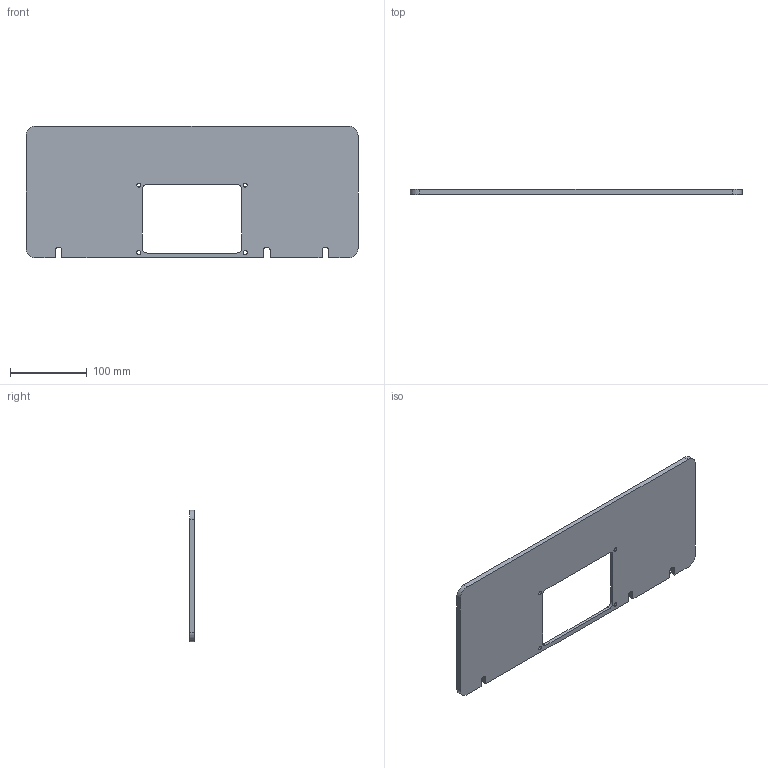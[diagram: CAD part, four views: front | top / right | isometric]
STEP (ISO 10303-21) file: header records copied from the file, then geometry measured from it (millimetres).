
FILE_DESCRIPTION(/* description */ (''),/* implementation_level */ '2;1');
FILE_NAME(/* name */ 'Front_Panel_Food_1.stp',/* time_stamp */ '2021-12-21T14:24:32-05:00',/* author */ (''),/* organization */ (''),/* preprocessor_version */ 'ST-DEVELOPER v18.1',/* originating_system */ 'SIEMENS PLM Software NX 2000',/* authorisation */ '');
FILE_SCHEMA (('AP203_CONFIGURATION_CONTROLLED_3D_DESIGN_OF_MECHANICAL_PARTS_AND_ASSEMBLIES_MIM_LF { 1 0 10303 403 2 1 2}'));
Length unit declared in the file: inch
Products named in the file (1): trap12B469EEgv8q
Bounding box: 431.8 x 6.35 x 171.45 mm (x, y, z)
Volume: 384434.6 mm3; surface area: 134391.2 mm2
Topology: 1 solids, 1 shells, 40 faces, 114 edges, 76 vertices
Faces by surface type: plane 23, cylinder 17
Full cylindrical faces by diameter (mm): 5.08 x4
Entity records: 1400 total; most frequent: CARTESIAN_POINT 227, DIRECTION 226, ORIENTED_EDGE 220, EDGE_CURVE 110, VERTEX_POINT 76, LINE 76, VECTOR 76, AXIS2_PLACEMENT_3D 75
